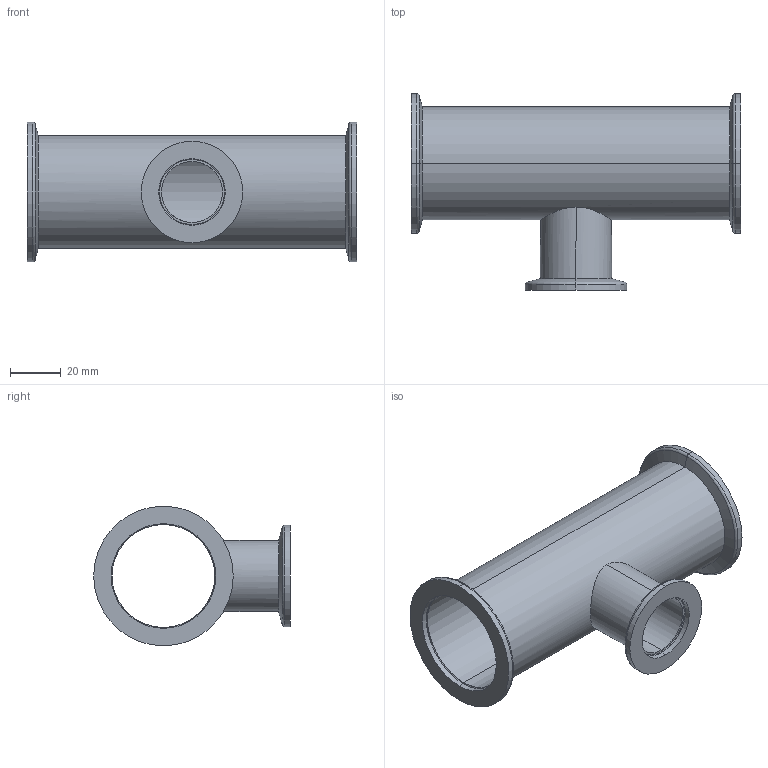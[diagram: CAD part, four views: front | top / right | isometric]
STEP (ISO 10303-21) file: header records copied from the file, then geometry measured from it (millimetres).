
FILE_DESCRIPTION (( 'STEP AP214' ), '1' );
FILE_NAME ('120RTR040-025.stp', '2017-06-07T08:12:21', ( '' ), ( '' ), 'SwSTEP 2.0', 'SolidWorks 2015', '' );
FILE_SCHEMA (( 'AUTOMOTIVE_DESIGN' ));
Length unit declared in the file: millimetre
Products named in the file (1): 120RTR040-025
Bounding box: 130 x 77.5 x 55 mm (x, y, z)
Volume: 46539.5 mm3; surface area: 44699.8 mm2
Topology: 2 solids, 2 shells, 57 faces, 116 edges, 70 vertices
Faces by surface type: cylinder 29, torus 12, plane 10, cone 6
Entity records: 2592 total; most frequent: CARTESIAN_POINT 662, DIRECTION 298, ORIENTED_EDGE 232, AXIS2_PLACEMENT_3D 132, EDGE_CURVE 116, CIRCLE 74, EDGE_LOOP 70, VERTEX_POINT 70
